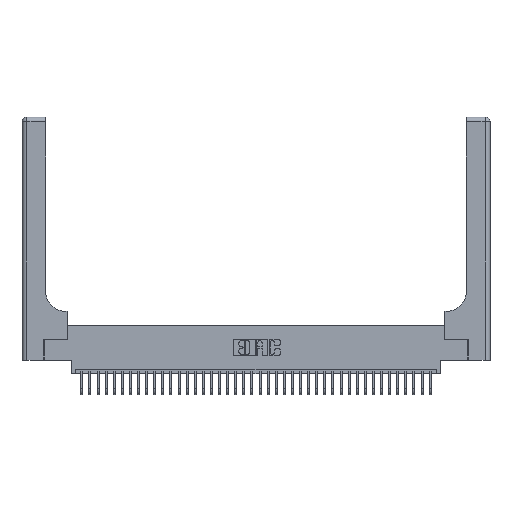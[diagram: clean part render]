
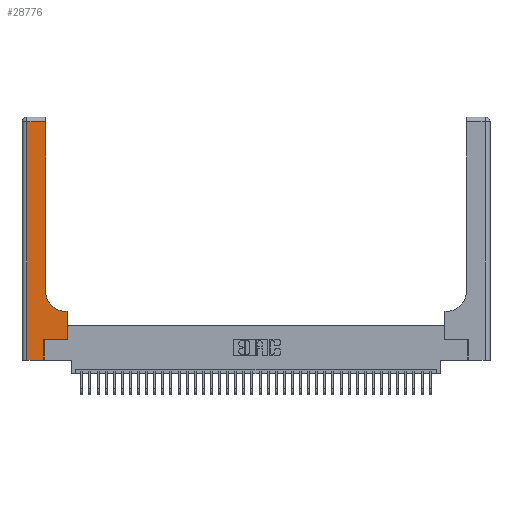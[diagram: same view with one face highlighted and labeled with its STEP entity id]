
A CAD part, top view. The second image highlights one B-rep face of the part: STEP entity #28776.
In plain terms, the highlighted planar face has unit normal (0, 0, 1).
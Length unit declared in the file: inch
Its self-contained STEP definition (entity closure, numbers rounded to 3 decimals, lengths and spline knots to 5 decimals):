
#16 = CARTESIAN_POINT ( 'NONE',  ( 0., 2.94, 0.37 ) ) ;
#155 = EDGE_CURVE ( 'NONE', #4719, #16377, #9201, .T. ) ;
#341 = EDGE_CURVE ( 'NONE', #33741, #10516, #26284, .T. ) ;
#475 = ORIENTED_EDGE ( 'NONE', *, *, #9997, .T. ) ;
#1598 = ORIENTED_EDGE ( 'NONE', *, *, #8184, .T. ) ;
#1724 = PLANE ( 'NONE',  #4226 ) ;
#4226 = AXIS2_PLACEMENT_3D ( 'NONE', #37072, #4742, #25354 ) ;
#4719 = VERTEX_POINT ( 'NONE', #7062 ) ;
#4742 = DIRECTION ( 'NONE',  ( 0., 0., -1. ) ) ;
#5470 = ORIENTED_EDGE ( 'NONE', *, *, #25452, .T. ) ;
#7062 = CARTESIAN_POINT ( 'NONE',  ( 0.269, 0., 0.37 ) ) ;
#7331 = LINE ( 'NONE', #27959, #22992 ) ;
#7632 = CARTESIAN_POINT ( 'NONE',  ( 0.06, 0., 0.37 ) ) ;
#8184 = EDGE_CURVE ( 'NONE', #16377, #35551, #7331, .T. ) ;
#8608 = VECTOR ( 'NONE', #26698, 39.37008 ) ;
#9201 = LINE ( 'NONE', #17112, #17050 ) ;
#9873 = EDGE_CURVE ( 'NONE', #28448, #24002, #14602, .T. ) ;
#9887 = CARTESIAN_POINT ( 'NONE',  ( 0.5415, 0.6, 0.37 ) ) ;
#9997 = EDGE_CURVE ( 'NONE', #30429, #33741, #25637, .T. ) ;
#10516 = VERTEX_POINT ( 'NONE', #35544 ) ;
#12462 = DIRECTION ( 'NONE',  ( 0., 0., -1. ) ) ;
#14602 = LINE ( 'NONE', #16, #29327 ) ;
#16094 = ORIENTED_EDGE ( 'NONE', *, *, #30918, .T. ) ;
#16288 = EDGE_CURVE ( 'NONE', #27704, #4719, #25211, .T. ) ;
#16377 = VERTEX_POINT ( 'NONE', #27070 ) ;
#16466 = AXIS2_PLACEMENT_3D ( 'NONE', #30106, #12462, #33045 ) ;
#16551 = CARTESIAN_POINT ( 'NONE',  ( 0.5585, 0.6, 0.37 ) ) ;
#16630 = EDGE_LOOP ( 'NONE', ( #23145, #37536, #16094, #36443, #21151, #1598, #5470, #475, #35820 ) ) ;
#17050 = VECTOR ( 'NONE', #28836, 39.37008 ) ;
#17112 = CARTESIAN_POINT ( 'NONE',  ( 0.269, 0., 0.37 ) ) ;
#17655 = LINE ( 'NONE', #36601, #30558 ) ;
#17821 = DIRECTION ( 'NONE',  ( -1., 0., 0. ) ) ;
#18208 = VECTOR ( 'NONE', #29246, 39.37008 ) ;
#18532 = EDGE_CURVE ( 'NONE', #10516, #28448, #18684, .T. ) ;
#18684 = LINE ( 'NONE', #37743, #32522 ) ;
#21151 = ORIENTED_EDGE ( 'NONE', *, *, #155, .T. ) ;
#22992 = VECTOR ( 'NONE', #30923, 39.37008 ) ;
#23145 = ORIENTED_EDGE ( 'NONE', *, *, #18532, .T. ) ;
#24002 = VERTEX_POINT ( 'NONE', #28584 ) ;
#24256 = CARTESIAN_POINT ( 'NONE',  ( 0.2915, 0.6, 0.37 ) ) ;
#25211 = LINE ( 'NONE', #26573, #8608 ) ;
#25354 = DIRECTION ( 'NONE',  ( -1., 0., 0. ) ) ;
#25452 = EDGE_CURVE ( 'NONE', #35551, #30429, #34801, .T. ) ;
#25637 = LINE ( 'NONE', #24256, #32535 ) ;
#25858 = FACE_OUTER_BOUND ( 'NONE', #16630, .T. ) ;
#26284 = CIRCLE ( 'NONE', #16466, 0.25 ) ;
#26573 = CARTESIAN_POINT ( 'NONE',  ( 0., 0., 0.37 ) ) ;
#26698 = DIRECTION ( 'NONE',  ( 1., 0., 0. ) ) ;
#27070 = CARTESIAN_POINT ( 'NONE',  ( 0.269, 0.25, 0.37 ) ) ;
#27243 = DIRECTION ( 'NONE',  ( -1., 0., 0. ) ) ;
#27704 = VERTEX_POINT ( 'NONE', #7632 ) ;
#27750 = DIRECTION ( 'NONE',  ( 0., -1., 0. ) ) ;
#27959 = CARTESIAN_POINT ( 'NONE',  ( 0.269, 0.25, 0.37 ) ) ;
#28448 = VERTEX_POINT ( 'NONE', #32715 ) ;
#28584 = CARTESIAN_POINT ( 'NONE',  ( 0.06, 2.94, 0.37 ) ) ;
#28776 = ADVANCED_FACE ( 'NONE', ( #25858 ), #1724, .F. ) ;
#28836 = DIRECTION ( 'NONE',  ( 0., 1., 0. ) ) ;
#29246 = DIRECTION ( 'NONE',  ( 0., 1., 0. ) ) ;
#29327 = VECTOR ( 'NONE', #17821, 39.37008 ) ;
#30106 = CARTESIAN_POINT ( 'NONE',  ( 0.5415, 0.85, 0.37 ) ) ;
#30429 = VERTEX_POINT ( 'NONE', #16551 ) ;
#30558 = VECTOR ( 'NONE', #27750, 39.37008 ) ;
#30918 = EDGE_CURVE ( 'NONE', #24002, #27704, #17655, .T. ) ;
#30923 = DIRECTION ( 'NONE',  ( 1., 0., 0. ) ) ;
#32344 = CARTESIAN_POINT ( 'NONE',  ( 0.5585, 0.25, 0.37 ) ) ;
#32522 = VECTOR ( 'NONE', #34885, 39.37008 ) ;
#32535 = VECTOR ( 'NONE', #27243, 39.37008 ) ;
#32715 = CARTESIAN_POINT ( 'NONE',  ( 0.2915, 2.94, 0.37 ) ) ;
#33045 = DIRECTION ( 'NONE',  ( 1., 0., 0. ) ) ;
#33741 = VERTEX_POINT ( 'NONE', #9887 ) ;
#34606 = CARTESIAN_POINT ( 'NONE',  ( 0.5585, 0.25, 0.37 ) ) ;
#34801 = LINE ( 'NONE', #32344, #18208 ) ;
#34885 = DIRECTION ( 'NONE',  ( 0., 1., 0. ) ) ;
#35544 = CARTESIAN_POINT ( 'NONE',  ( 0.2915, 0.85, 0.37 ) ) ;
#35551 = VERTEX_POINT ( 'NONE', #34606 ) ;
#35820 = ORIENTED_EDGE ( 'NONE', *, *, #341, .T. ) ;
#36443 = ORIENTED_EDGE ( 'NONE', *, *, #16288, .T. ) ;
#36601 = CARTESIAN_POINT ( 'NONE',  ( 0.06, 3., 0.37 ) ) ;
#37072 = CARTESIAN_POINT ( 'NONE',  ( 0., 3., 0.37 ) ) ;
#37536 = ORIENTED_EDGE ( 'NONE', *, *, #9873, .T. ) ;
#37743 = CARTESIAN_POINT ( 'NONE',  ( 0.2915, 3., 0.37 ) ) ;
